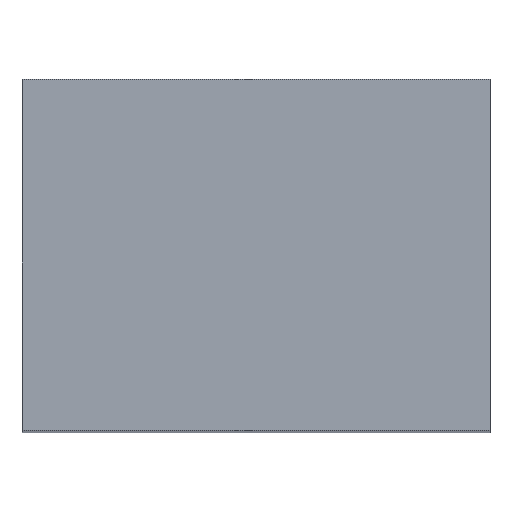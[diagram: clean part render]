
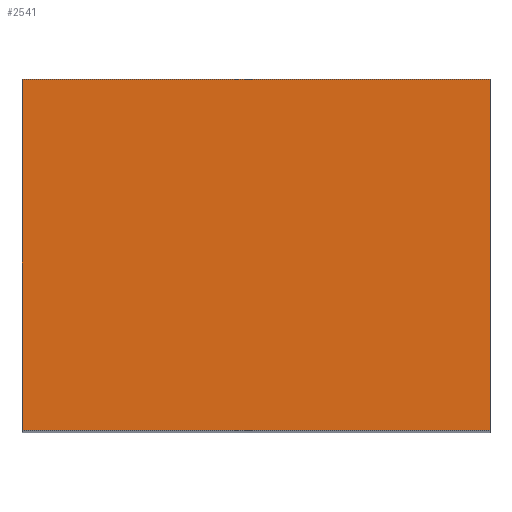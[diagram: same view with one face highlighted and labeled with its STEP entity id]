
A CAD part, top view. The second image highlights one B-rep face of the part: STEP entity #2541.
In plain terms, the highlighted planar face has unit normal (0, 0, 1).
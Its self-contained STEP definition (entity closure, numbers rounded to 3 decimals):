
#2174=CARTESIAN_POINT('Vertex',(0.,30.,100.)) ;
#2177=CARTESIAN_POINT('Line Origine',(20.,30.,100.)) ;
#2181=CARTESIAN_POINT('Vertex',(40.,30.,100.)) ;
#2449=CARTESIAN_POINT('Line Origine',(40.,15.,100.)) ;
#2453=CARTESIAN_POINT('Vertex',(40.,0.,100.)) ;
#2478=CARTESIAN_POINT('Vertex',(0.,0.,100.)) ;
#2483=CARTESIAN_POINT('Line Origine',(0.,15.,100.)) ;
#2513=CARTESIAN_POINT('Line Origine',(20.,0.,100.)) ;
#2530=CARTESIAN_POINT('Axis2P3D Location',(0.,30.,100.)) ;
#2179=VECTOR('Line Direction',#2178,1.) ;
#2451=VECTOR('Line Direction',#2450,1.) ;
#2485=VECTOR('Line Direction',#2484,1.) ;
#2515=VECTOR('Line Direction',#2514,1.) ;
#2178=DIRECTION('Vector Direction',(1.,0.,0.)) ;
#2450=DIRECTION('Vector Direction',(0.,-1.,0.)) ;
#2484=DIRECTION('Vector Direction',(0.,-1.,0.)) ;
#2514=DIRECTION('Vector Direction',(1.,0.,0.)) ;
#2531=DIRECTION('Axis2P3D Direction',(-0.,0.,1.)) ;
#2532=DIRECTION('Axis2P3D XDirection',(0.,-1.,0.)) ;
#2533=AXIS2_PLACEMENT_3D('Plane Axis2P3D',#2530,#2531,#2532) ;
#2180=LINE('Line',#2177,#2179) ;
#2452=LINE('Line',#2449,#2451) ;
#2486=LINE('Line',#2483,#2485) ;
#2516=LINE('Line',#2513,#2515) ;
#2534=PLANE('',#2533) ;
#2183=EDGE_CURVE('',#2175,#2182,#2180,.T.) ;
#2455=EDGE_CURVE('',#2182,#2454,#2452,.T.) ;
#2487=EDGE_CURVE('',#2175,#2479,#2486,.T.) ;
#2517=EDGE_CURVE('',#2479,#2454,#2516,.T.) ;
#2536=ORIENTED_EDGE('',*,*,#2183,.F.) ;
#2537=ORIENTED_EDGE('',*,*,#2487,.T.) ;
#2538=ORIENTED_EDGE('',*,*,#2517,.T.) ;
#2539=ORIENTED_EDGE('',*,*,#2455,.F.) ;
#2535=EDGE_LOOP('',(#2536,#2537,#2538,#2539)) ;
#2175=VERTEX_POINT('',#2174) ;
#2182=VERTEX_POINT('',#2181) ;
#2454=VERTEX_POINT('',#2453) ;
#2479=VERTEX_POINT('',#2478) ;
#2541=ADVANCED_FACE('PartBody',(#2540),#2534,.T.) ;
#2540=FACE_OUTER_BOUND('',#2535,.T.) ;
